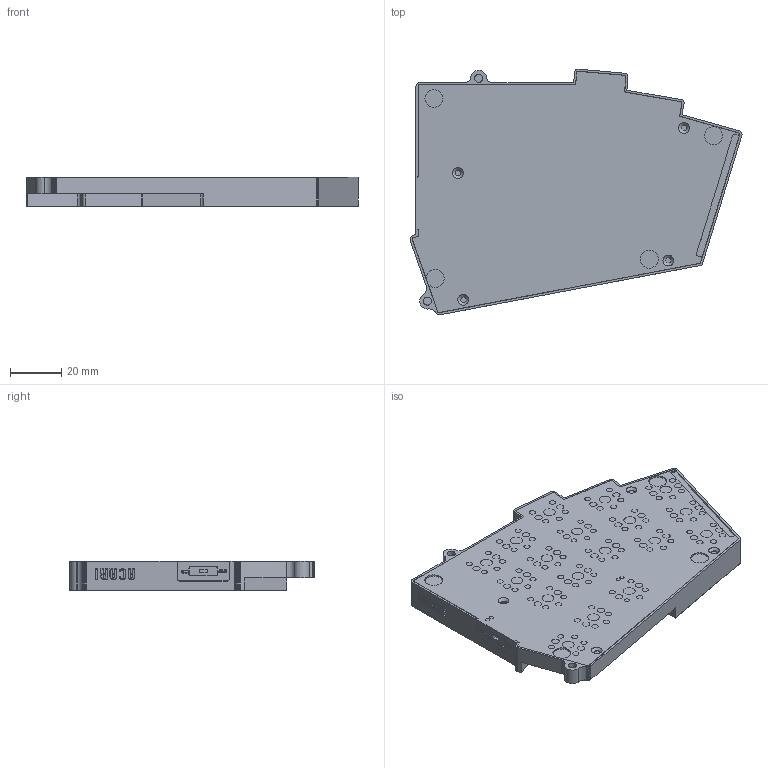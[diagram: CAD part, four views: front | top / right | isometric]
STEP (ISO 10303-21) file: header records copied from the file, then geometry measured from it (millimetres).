
FILE_DESCRIPTION(/* description */ (''),/* implementation_level */ '2;1');
FILE_NAME(/* name */ 'L-Keyboard_Acari.step',/* time_stamp */ '2024-02-26T13:57:16+01:00',/* author */ (''),/* organization */ (''),/* preprocessor_version */ 'ST-DEVELOPER v20',/* originating_system */ 'Autodesk Translation Framework v12.20.1.177',/* authorisation */ '');
FILE_SCHEMA (('AUTOMOTIVE_DESIGN { 1 0 10303 214 3 1 1 }'));
Length unit declared in the file: millimetre
Products named in the file (1): Acari_Case_box
Bounding box: 129.83 x 96.08 x 11.5 mm (x, y, z)
Volume: 28869.8 mm3; surface area: 44163.8 mm2
Topology: 3 solids, 4 shells, 1259 faces, 3000 edges, 1920 vertices
Faces by surface type: plane 693, cylinder 307, torus 156, bspline 88, cone 15
Full cylindrical faces by diameter (mm): 1.612 x1, 1.649 x1, 1.731 x1, 1.77 x1, 1.8 x2, 2.2 x5, 2.4 x88, 2.5 x1, 2.7 x2, 2.9 x34, 3.2 x6, 3.4 x1, 4.4 x2, 4.6 x17, 5.2 x1, 7 x3
Entity records: 38846 total; most frequent: CARTESIAN_POINT 9406, DIRECTION 6047, ORIENTED_EDGE 5996, EDGE_CURVE 2998, AXIS2_PLACEMENT_3D 2072, VERTEX_POINT 1920, LINE 1903, VECTOR 1903
